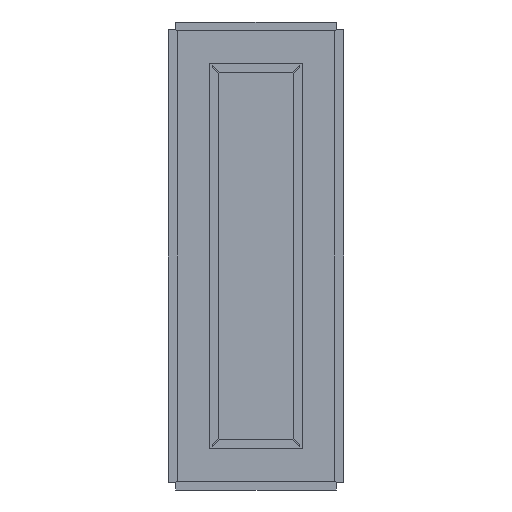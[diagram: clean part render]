
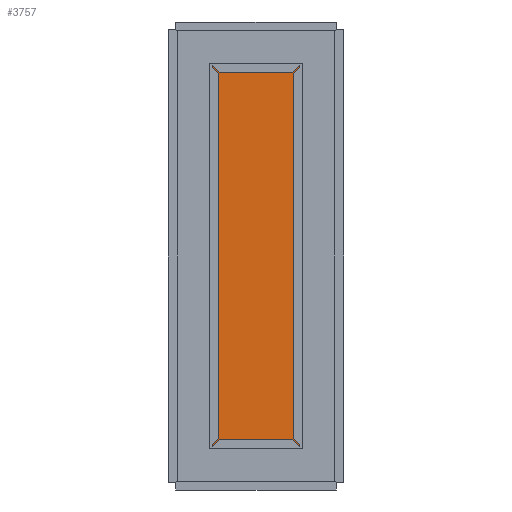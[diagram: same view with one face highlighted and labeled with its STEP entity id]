
A CAD part, front view. The second image highlights one B-rep face of the part: STEP entity #3757.
In plain terms, the highlighted planar face has unit normal (0, -1, 0).
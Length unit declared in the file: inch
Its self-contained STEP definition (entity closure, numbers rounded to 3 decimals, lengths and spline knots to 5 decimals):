
#350 = DIRECTION ( 'NONE',  ( 0., 0., 1. ) ) ;
#1316 = VERTEX_POINT ( 'NONE', #7351 ) ;
#1385 = CARTESIAN_POINT ( 'NONE',  ( -1.9375, 0.325, -6.9375 ) ) ;
#1591 = VECTOR ( 'NONE', #4633, 39.37008 ) ;
#1685 = CARTESIAN_POINT ( 'NONE',  ( 1.9375, 0.325, 6.9375 ) ) ;
#1772 = EDGE_CURVE ( 'NONE', #9552, #1316, #8808, .T. ) ;
#1920 = VERTEX_POINT ( 'NONE', #7458 ) ;
#1960 = EDGE_CURVE ( 'NONE', #1316, #1920, #6621, .T. ) ;
#2054 = LINE ( 'NONE', #2217, #1591 ) ;
#2217 = CARTESIAN_POINT ( 'NONE',  ( 1.9375, 0.325, -6.9375 ) ) ;
#2233 = EDGE_CURVE ( 'NONE', #10120, #9552, #2054, .T. ) ;
#2290 = ORIENTED_EDGE ( 'NONE', *, *, #1772, .F. ) ;
#2979 = EDGE_LOOP ( 'NONE', ( #9849, #2290, #8206, #7725 ) ) ;
#3581 = DIRECTION ( 'NONE',  ( 0., 0., -1. ) ) ;
#3603 = CARTESIAN_POINT ( 'NONE',  ( 1.9375, 0.325, -6.9375 ) ) ;
#3631 = DIRECTION ( 'NONE',  ( 0., 1., 0. ) ) ;
#3757 = ADVANCED_FACE ( 'NONE', ( #7832 ), #6159, .F. ) ;
#4091 = DIRECTION ( 'NONE',  ( 0., 0., -1. ) ) ;
#4633 = DIRECTION ( 'NONE',  ( -1., 0., 0. ) ) ;
#5116 = EDGE_CURVE ( 'NONE', #1920, #10120, #5152, .T. ) ;
#5152 = LINE ( 'NONE', #1685, #9468 ) ;
#5683 = VECTOR ( 'NONE', #10819, 39.37008 ) ;
#6159 = PLANE ( 'NONE',  #6983 ) ;
#6621 = LINE ( 'NONE', #7360, #5683 ) ;
#6965 = VECTOR ( 'NONE', #350, 39.37008 ) ;
#6983 = AXIS2_PLACEMENT_3D ( 'NONE', #7178, #3631, #3581 ) ;
#7178 = CARTESIAN_POINT ( 'NONE',  ( 1.9375, 0.325, -6.9375 ) ) ;
#7245 = CARTESIAN_POINT ( 'NONE',  ( -1.9375, 0.325, -6.9375 ) ) ;
#7351 = CARTESIAN_POINT ( 'NONE',  ( -1.9375, 0.325, 6.9375 ) ) ;
#7360 = CARTESIAN_POINT ( 'NONE',  ( -1.9375, 0.325, 6.9375 ) ) ;
#7458 = CARTESIAN_POINT ( 'NONE',  ( 1.9375, 0.325, 6.9375 ) ) ;
#7725 = ORIENTED_EDGE ( 'NONE', *, *, #5116, .F. ) ;
#7832 = FACE_OUTER_BOUND ( 'NONE', #2979, .T. ) ;
#8206 = ORIENTED_EDGE ( 'NONE', *, *, #2233, .F. ) ;
#8808 = LINE ( 'NONE', #7245, #6965 ) ;
#9468 = VECTOR ( 'NONE', #4091, 39.37008 ) ;
#9552 = VERTEX_POINT ( 'NONE', #1385 ) ;
#9849 = ORIENTED_EDGE ( 'NONE', *, *, #1960, .F. ) ;
#10120 = VERTEX_POINT ( 'NONE', #3603 ) ;
#10819 = DIRECTION ( 'NONE',  ( 1., 0., 0. ) ) ;
